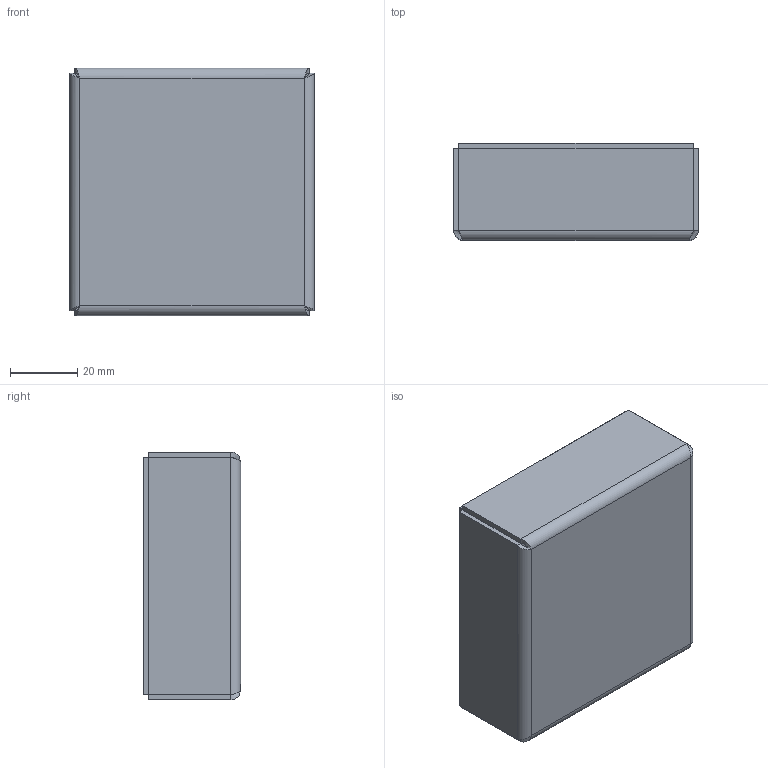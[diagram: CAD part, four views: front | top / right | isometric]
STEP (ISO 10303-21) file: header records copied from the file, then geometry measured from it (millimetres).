
FILE_DESCRIPTION(/* description */ (''),/* implementation_level */ '2;1');
FILE_NAME(/* name */ 'TBSP000075 - Customer.stp',/* time_stamp */ '2014-06-10T14:06:31+02:00',/* author */ ('bs'),/* organization */ (''),/* preprocessor_version */ 'ST-DEVELOPER v15.2',/* originating_system */ 'Autodesk Inventor 2014',/* authorisation */ '');
FILE_SCHEMA (('AUTOMOTIVE_DESIGN { 1 0 10303 214 3 1 1 }'));
Length unit declared in the file: millimetre
Products named in the file (1): TBSP000075 - Customer
Bounding box: 73 x 29 x 74 mm (x, y, z)
Volume: 67643.7 mm3; surface area: 33867.6 mm2
Topology: 1 solids, 1 shells, 46 faces, 112 edges, 62 vertices
Faces by surface type: plane 28, cylinder 10, bspline 8
Full cylindrical faces by diameter (mm): 6.647 x2
Entity records: 1534 total; most frequent: CARTESIAN_POINT 463, ORIENTED_EDGE 216, DIRECTION 174, EDGE_CURVE 108, LINE 88, VECTOR 88, VERTEX_POINT 60, EDGE_LOOP 52
